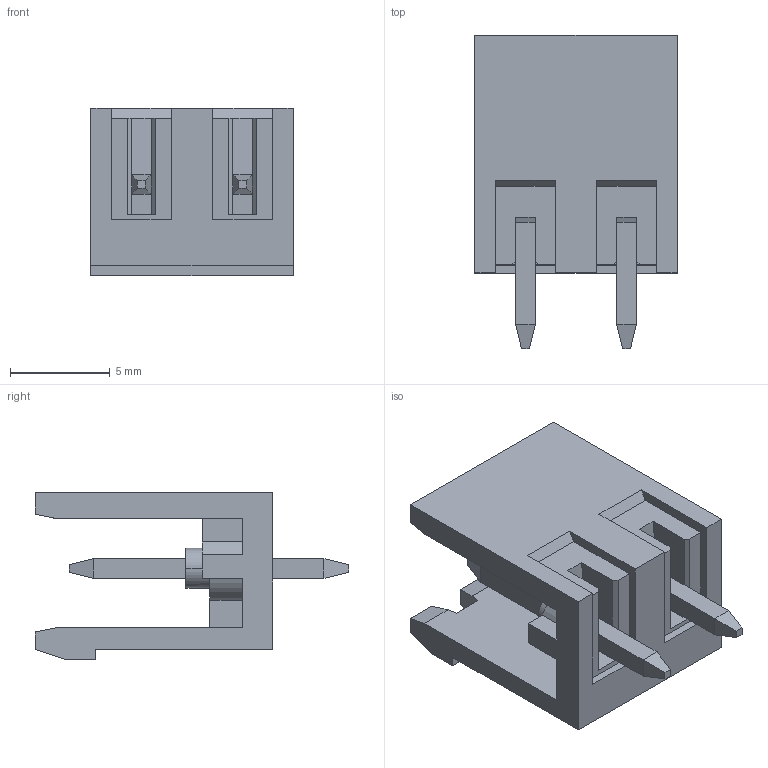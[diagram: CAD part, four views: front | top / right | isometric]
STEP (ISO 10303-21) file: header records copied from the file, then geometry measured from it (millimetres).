
FILE_DESCRIPTION(('STEP AP203'),'1');
FILE_NAME('395310002.stp','2026-01-12T18:57:26',('TraceParts'),('TraceParts S.A.S.'),'Spatial InterOp 3D',' ',' ');
FILE_SCHEMA(('CONFIG_CONTROL_DESIGN'));
Length unit declared in the file: millimetre
Products named in the file (1): 1
Bounding box: 10.16 x 15.75 x 8.38 mm (x, y, z)
Volume: 386.2 mm3; surface area: 884.5 mm2
Topology: 1 solids, 1 shells, 137 faces, 371 edges, 238 vertices
Faces by surface type: plane 121, cylinder 14, cone 2
Entity records: 4263 total; most frequent: CARTESIAN_POINT 755, ORIENTED_EDGE 742, DIRECTION 685, EDGE_CURVE 371, LINE 325, VECTOR 325, VERTEX_POINT 238, AXIS2_PLACEMENT_3D 180
